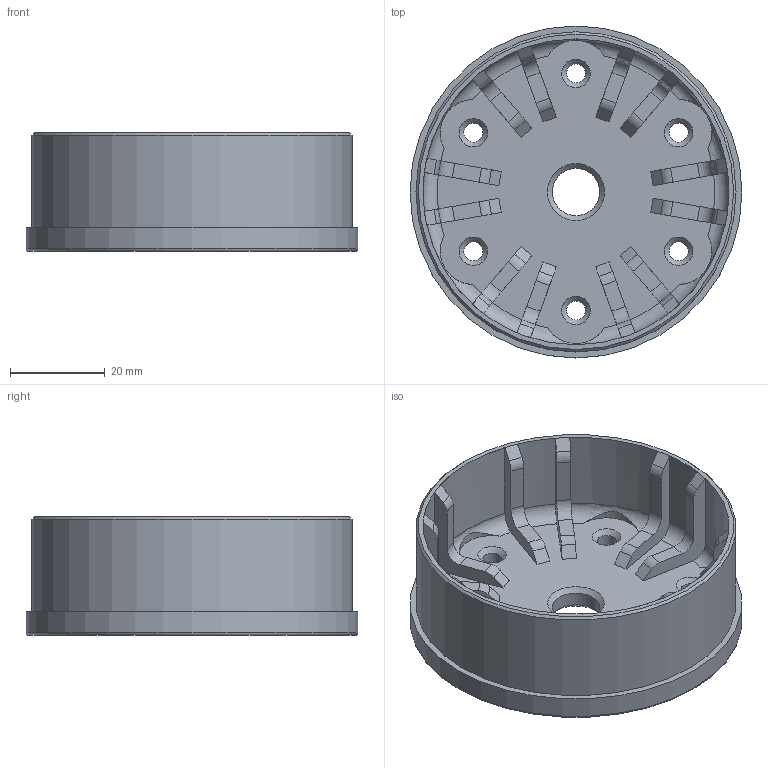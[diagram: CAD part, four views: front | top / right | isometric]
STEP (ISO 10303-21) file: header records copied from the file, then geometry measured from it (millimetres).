
FILE_DESCRIPTION(('STEP AP214'), '1');
FILE_NAME('Ñîåäèíÿþùàÿ äåòàëü _ ÌÃÒÓ èì. Í. Ý. Áàóìàíà', '2024-10-09T20:46:39', (''), (''), 'C3D Converter', 'C3D Toolkit', '');
FILE_SCHEMA(('AUTOMOTIVE_DESIGN { 1 0 10303 214 3 1 1}'));
Length unit declared in the file: millimetre
Products named in the file (1): МГТУ им. Н. Э. Баумана
Bounding box: 70 x 70 x 25 mm (x, y, z)
Volume: 28085.4 mm3; surface area: 18883.1 mm2
Topology: 1 solids, 1 shells, 167 faces, 471 edges, 315 vertices
Faces by surface type: plane 76, cylinder 63, cone 15, torus 13
Full cylindrical faces by diameter (mm): 4 x6, 10 x1, 67.5 x1, 70 x1
Entity records: 8102 total; most frequent: CARTESIAN_POINT 2432, DIRECTION 884, ORIENTED_EDGE 872, EDGE_CURVE 436, AXIS2_PLACEMENT_3D 328, VERTEX_POINT 298, LINE 228, VECTOR 228
